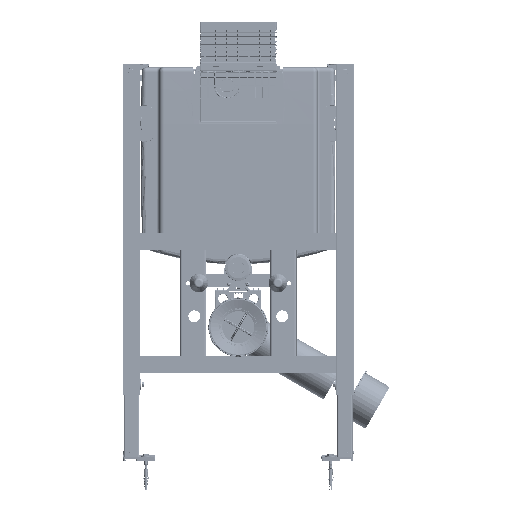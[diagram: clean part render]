
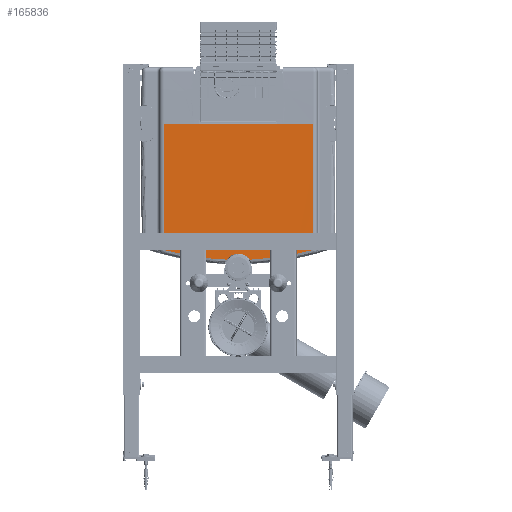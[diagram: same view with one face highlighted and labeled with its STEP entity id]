
A CAD part, top view. The second image highlights one B-rep face of the part: STEP entity #165836.
In plain terms, the highlighted cylindrical face has radius 31245.7 mm (diameter 62491.4 mm), a partial arc.
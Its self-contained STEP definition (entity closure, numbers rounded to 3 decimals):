
#160853=CARTESIAN_POINT('',(-26.412,-68.559,
-5.895));
#160854=CARTESIAN_POINT('',(-25.214,-66.887,
-5.878));
#160855=CARTESIAN_POINT('',(-22.549,-63.823,
-5.848));
#160856=CARTESIAN_POINT('',(-17.647,-59.969,
-5.811));
#160857=CARTESIAN_POINT('',(-12.137,-57.137,
-5.784));
#160858=CARTESIAN_POINT('',(-6.177,-55.389,
-5.767));
#160859=CARTESIAN_POINT('',(-0.007,-54.8,
-5.762));
#160860=CARTESIAN_POINT('',(6.177,-55.389,
-5.767));
#160861=CARTESIAN_POINT('',(12.125,-57.132,
-5.784));
#160862=CARTESIAN_POINT('',(17.644,-59.967,
-5.811));
#160863=CARTESIAN_POINT('',(22.539,-63.814,
-5.848));
#160864=CARTESIAN_POINT('',(25.211,-66.883,
-5.878));
#160865=CARTESIAN_POINT('',(26.412,-68.559,
-5.895));
#160867=CARTESIAN_POINT('',(-170.,-46.464,
-5.684));
#160868=CARTESIAN_POINT('',(-154.361,-50.703,
-5.723));
#160869=CARTESIAN_POINT('',(-122.869,-57.988,
-5.791));
#160870=CARTESIAN_POINT('',(-74.829,-65.381,
-5.863));
#160871=CARTESIAN_POINT('',(-42.603,-67.9,
-5.888));
#160872=CARTESIAN_POINT('',(-26.412,-68.559,
-5.895));
#160874=CARTESIAN_POINT('',(-170.,241.004,-31250.06));
#160875=DIRECTION('',(1.,0.,0.));
#160876=DIRECTION('',(0.,0.,1.));
#160877=AXIS2_PLACEMENT_3D('',#160874,#160875,#160876);
#160879=DIRECTION('',(1.,0.,0.));
#160880=VECTOR('',#160879,205.);
#160881=CARTESIAN_POINT('',(-102.5,241.004,-4.361));
#160882=LINE('',#160881,#160880);
#160883=CARTESIAN_POINT('',(170.,241.004,-31250.06));
#160884=DIRECTION('',(-1.,0.,0.));
#160885=DIRECTION('',(0.,-0.009,1.));
#160886=AXIS2_PLACEMENT_3D('',#160883,#160884,#160885);
#160888=CARTESIAN_POINT('',(26.412,-68.559,
-5.895));
#160889=CARTESIAN_POINT('',(42.603,-67.9,
-5.888));
#160890=CARTESIAN_POINT('',(74.829,-65.381,
-5.863));
#160891=CARTESIAN_POINT('',(122.869,-57.988,
-5.791));
#160892=CARTESIAN_POINT('',(154.361,-50.703,
-5.723));
#160893=CARTESIAN_POINT('',(170.,-46.464,
-5.684));
#162522=DIRECTION('',(-1.,0.,0.));
#162523=VECTOR('',#162522,67.5);
#162524=CARTESIAN_POINT('',(170.,241.004,-4.361));
#162525=LINE('',#162524,#162523);
#162593=DIRECTION('',(-1.,0.,0.));
#162594=VECTOR('',#162593,67.5);
#162595=CARTESIAN_POINT('',(-102.5,241.004,-4.361));
#162596=LINE('',#162595,#162594);
#164790=CARTESIAN_POINT('',(170.,241.004,-4.361));
#164792=VERTEX_POINT('',#164790);
#164794=CARTESIAN_POINT('',(-170.,241.004,-4.361));
#164796=VERTEX_POINT('',#164794);
#164818=CARTESIAN_POINT('',(170.,-46.464,-5.684));
#164819=VERTEX_POINT('',#164818);
#164821=CARTESIAN_POINT('',(-170.,-46.464,-5.684));
#164823=VERTEX_POINT('',#164821);
#165250=CARTESIAN_POINT('',(-102.5,241.004,-4.361));
#165251=CARTESIAN_POINT('',(102.5,241.004,-4.361));
#165252=VERTEX_POINT('',#165250);
#165253=VERTEX_POINT('',#165251);
#165452=VERTEX_POINT('',#160853);
#165453=VERTEX_POINT('',#160865);
#165816=CARTESIAN_POINT('',(-219.,241.004,-31250.06));
#165817=DIRECTION('',(1.,0.,0.));
#165818=DIRECTION('',(0.,0.,-1.));
#165819=AXIS2_PLACEMENT_3D('',#165816,#165817,#165818);
#165820=CYLINDRICAL_SURFACE('',#165819,31245.698);
#165821=ORIENTED_EDGE('',*,*,#165653,.F.);
#165822=ORIENTED_EDGE('',*,*,#165804,.F.);
#165824=ORIENTED_EDGE('',*,*,#165823,.F.);
#165826=ORIENTED_EDGE('',*,*,#165825,.F.);
#165828=ORIENTED_EDGE('',*,*,#165827,.T.);
#165830=ORIENTED_EDGE('',*,*,#165829,.F.);
#165832=ORIENTED_EDGE('',*,*,#165831,.F.);
#165833=ORIENTED_EDGE('',*,*,#165736,.F.);
#165834=EDGE_LOOP('',(#165821,#165822,#165824,#165826,#165828,#165830,#165832,
#165833));
#165835=FACE_OUTER_BOUND('',#165834,.F.);
#165836=ADVANCED_FACE('',(#165835),#165820,.T.);
#160866=B_SPLINE_CURVE_WITH_KNOTS('',3,(#160853,#160854,#160855,#160856,#160857,
#160858,#160859,#160860,#160861,#160862,#160863,#160864,#160865),.UNSPECIFIED.,
.F.,.F.,(4,1,1,1,1,1,1,1,1,1,4),(0.,0.1,0.2,0.3,0.4,0.5,0.6,0.7,
0.8,0.9,1.),.UNSPECIFIED.);
#160873=B_SPLINE_CURVE_WITH_KNOTS('',3,(#160867,#160868,#160869,#160870,#160871,
#160872),.UNSPECIFIED.,.F.,.F.,(4,1,1,4),(0.,0.333,
0.667,1.),.UNSPECIFIED.);
#160878=CIRCLE('',#160877,31245.698);
#160887=CIRCLE('',#160886,31245.698);
#160894=B_SPLINE_CURVE_WITH_KNOTS('',3,(#160888,#160889,#160890,#160891,#160892,
#160893),.UNSPECIFIED.,.F.,.F.,(4,1,1,4),(0.,0.333,
0.667,1.),.UNSPECIFIED.);
#165653=EDGE_CURVE('',#165452,#165453,#160866,.T.);
#165736=EDGE_CURVE('',#165453,#164819,#160894,.T.);
#165804=EDGE_CURVE('',#164823,#165452,#160873,.T.);
#165823=EDGE_CURVE('',#164796,#164823,#160878,.T.);
#165825=EDGE_CURVE('',#165252,#164796,#162596,.T.);
#165827=EDGE_CURVE('',#165252,#165253,#160882,.T.);
#165829=EDGE_CURVE('',#164792,#165253,#162525,.T.);
#165831=EDGE_CURVE('',#164819,#164792,#160887,.T.);
